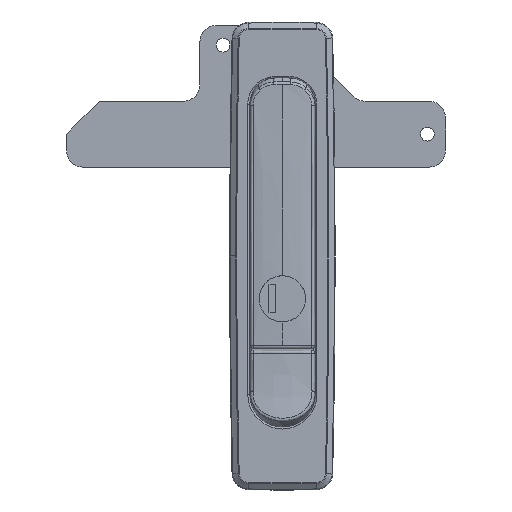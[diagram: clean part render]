
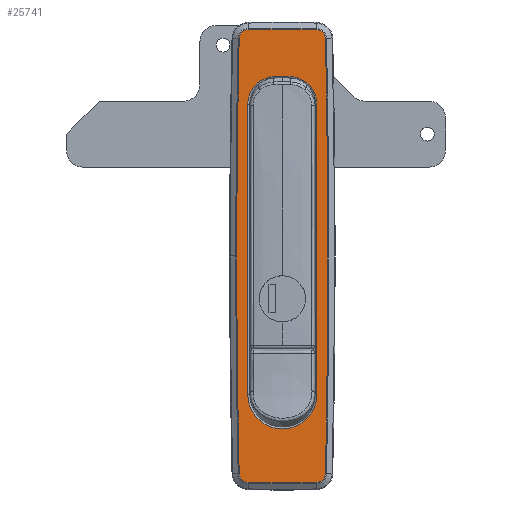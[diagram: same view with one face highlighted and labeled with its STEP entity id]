
A CAD part, top view. The second image highlights one B-rep face of the part: STEP entity #25741.
In plain terms, the highlighted planar face has unit normal (0, 0, 1).
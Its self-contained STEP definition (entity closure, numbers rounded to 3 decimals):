
#2681 = CARTESIAN_POINT ( 'NONE',  ( 2984., -42., 3. ) ) ;
#2682 = DIRECTION ( 'NONE',  ( 0., 0., 1. ) ) ;
#2683 = DIRECTION ( 'NONE',  ( -1., 0., 0. ) ) ;
#3675 = CARTESIAN_POINT ( 'NONE',  ( -2., 4., 3. ) ) ;
#3676 = DIRECTION ( 'NONE',  ( 0., 0., -1. ) ) ;
#3677 = DIRECTION ( 'NONE',  ( -1., 0., 0. ) ) ;
#3678 = CARTESIAN_POINT ( 'NONE',  ( 2., 4., 3. ) ) ;
#3679 = LINE ( 'NONE', #3680, #18413 ) ;
#3680 = CARTESIAN_POINT ( 'NONE',  ( -10.5, -173.567, 3. ) ) ;
#3681 = DIRECTION ( 'NONE',  ( 0., 1., 0. ) ) ;
#3682 = LINE ( 'NONE', #3683, #18415 ) ;
#3683 = CARTESIAN_POINT ( 'NONE',  ( -5.138, 12.5, 3. ) ) ;
#3684 = DIRECTION ( 'NONE',  ( 1., 0., 0. ) ) ;
#3685 = DIRECTION ( 'NONE',  ( 0., 0., -1. ) ) ;
#3686 = DIRECTION ( 'NONE',  ( -1., 0., 0. ) ) ;
#3687 = CARTESIAN_POINT ( 'NONE',  ( 0., -84., 3. ) ) ;
#3688 = LINE ( 'NONE', #3689, #18417 ) ;
#3689 = CARTESIAN_POINT ( 'NONE',  ( 10.5, -173.567, 3. ) ) ;
#3690 = DIRECTION ( 'NONE',  ( 0., -1., 0. ) ) ;
#3691 = DIRECTION ( 'NONE',  ( 0., 0., -1. ) ) ;
#3692 = DIRECTION ( 'NONE',  ( -1., 0., 0. ) ) ;
#3693 = CARTESIAN_POINT ( 'NONE',  ( 2984., -42., 3. ) ) ;
#3694 = DIRECTION ( 'NONE',  ( 0., 0., 1. ) ) ;
#3695 = DIRECTION ( 'NONE',  ( -1., 0., 0. ) ) ;
#3696 = CARTESIAN_POINT ( 'NONE',  ( -10.276, -107.866, 3. ) ) ;
#3697 = DIRECTION ( 'NONE',  ( 0., 0., 1. ) ) ;
#3698 = DIRECTION ( 'NONE',  ( -1., 0., 0. ) ) ;
#3699 = CARTESIAN_POINT ( 'NONE',  ( 0., 287., 3. ) ) ;
#3700 = DIRECTION ( 'NONE',  ( 0., 0., 1. ) ) ;
#3701 = DIRECTION ( 'NONE',  ( -1., 0., 0. ) ) ;
#3702 = CARTESIAN_POINT ( 'NONE',  ( 10.276, -107.866, 3. ) ) ;
#3703 = DIRECTION ( 'NONE',  ( 0., 0., 1. ) ) ;
#3704 = DIRECTION ( 'NONE',  ( -1., 0., 0. ) ) ;
#3705 = CARTESIAN_POINT ( 'NONE',  ( -2984., -42., 3. ) ) ;
#3706 = DIRECTION ( 'NONE',  ( 0., 0., 1. ) ) ;
#3707 = DIRECTION ( 'NONE',  ( -1., 0., 0. ) ) ;
#3708 = CARTESIAN_POINT ( 'NONE',  ( 10.276, 23.866, 3. ) ) ;
#3709 = DIRECTION ( 'NONE',  ( 0., 0., 1. ) ) ;
#3710 = DIRECTION ( 'NONE',  ( -1., 0., 0. ) ) ;
#3711 = CARTESIAN_POINT ( 'NONE',  ( 0., -371., 3. ) ) ;
#3712 = DIRECTION ( 'NONE',  ( 0., 0., 1. ) ) ;
#3713 = DIRECTION ( 'NONE',  ( -1., 0., 0. ) ) ;
#3714 = CARTESIAN_POINT ( 'NONE',  ( -10.276, 23.866, 3. ) ) ;
#3715 = DIRECTION ( 'NONE',  ( 0., 0., 1. ) ) ;
#3716 = DIRECTION ( 'NONE',  ( -1., 0., 0. ) ) ;
#5246 = AXIS2_PLACEMENT_3D ( 'NONE', #2681, #2682, #2683 ) ;
#5778 = EDGE_CURVE ( 'NONE', #6732, #6724, #11834, .T. ) ;
#5788 = EDGE_CURVE ( 'NONE', #6731, #6732, #11833, .T. ) ;
#5798 = EDGE_CURVE ( 'NONE', #6730, #6731, #11832, .T. ) ;
#5808 = EDGE_CURVE ( 'NONE', #6729, #6730, #11831, .T. ) ;
#5818 = EDGE_CURVE ( 'NONE', #6728, #6729, #11830, .T. ) ;
#5828 = EDGE_CURVE ( 'NONE', #6727, #6728, #11829, .T. ) ;
#5838 = EDGE_CURVE ( 'NONE', #13156, #6727, #11828, .T. ) ;
#5848 = EDGE_CURVE ( 'NONE', #6724, #13155, #11827, .T. ) ;
#5858 = EDGE_CURVE ( 'NONE', #6725, #6717, #11826, .T. ) ;
#5868 = EDGE_CURVE ( 'NONE', #6722, #6725, #3688, .T. ) ;
#6713 = VERTEX_POINT ( 'NONE', #9805 ) ;
#6714 = VERTEX_POINT ( 'NONE', #9806 ) ;
#6715 = VERTEX_POINT ( 'NONE', #9807 ) ;
#6717 = VERTEX_POINT ( 'NONE', #9809 ) ;
#6722 = VERTEX_POINT ( 'NONE', #9814 ) ;
#6724 = VERTEX_POINT ( 'NONE', #9816 ) ;
#6725 = VERTEX_POINT ( 'NONE', #9817 ) ;
#6727 = VERTEX_POINT ( 'NONE', #9819 ) ;
#6728 = VERTEX_POINT ( 'NONE', #9820 ) ;
#6729 = VERTEX_POINT ( 'NONE', #9821 ) ;
#6730 = VERTEX_POINT ( 'NONE', #9822 ) ;
#6731 = VERTEX_POINT ( 'NONE', #9823 ) ;
#6732 = VERTEX_POINT ( 'NONE', #9824 ) ;
#8232 = CIRCLE ( 'NONE', #5246, 2997.833 ) ;
#9805 = CARTESIAN_POINT ( 'NONE',  ( 2., 12.5, 3. ) ) ;
#9806 = CARTESIAN_POINT ( 'NONE',  ( -10.5, 4., 3. ) ) ;
#9807 = CARTESIAN_POINT ( 'NONE',  ( -2., 12.5, 3. ) ) ;
#9809 = CARTESIAN_POINT ( 'NONE',  ( -10.5, -84., 3. ) ) ;
#9814 = CARTESIAN_POINT ( 'NONE',  ( 10.5, 4., 3. ) ) ;
#9816 = CARTESIAN_POINT ( 'NONE',  ( -13.108, 23.929, 3. ) ) ;
#9817 = CARTESIAN_POINT ( 'NONE',  ( 10.5, -84., 3. ) ) ;
#9819 = CARTESIAN_POINT ( 'NONE',  ( -10.349, -110.699, 3. ) ) ;
#9820 = CARTESIAN_POINT ( 'NONE',  ( 10.349, -110.699, 3. ) ) ;
#9821 = CARTESIAN_POINT ( 'NONE',  ( 13.108, -107.929, 3. ) ) ;
#9822 = CARTESIAN_POINT ( 'NONE',  ( 13.108, 23.929, 3. ) ) ;
#9823 = CARTESIAN_POINT ( 'NONE',  ( 10.349, 26.699, 3. ) ) ;
#9824 = CARTESIAN_POINT ( 'NONE',  ( -10.349, 26.699, 3. ) ) ;
#11824 = CIRCLE ( 'NONE', #18406, 8.5 ) ;
#11825 = CIRCLE ( 'NONE', #18412, 8.5 ) ;
#11826 = CIRCLE ( 'NONE', #18411, 10.5 ) ;
#11827 = CIRCLE ( 'NONE', #18409, 2997.833 ) ;
#11828 = CIRCLE ( 'NONE', #18414, 2.833 ) ;
#11829 = CIRCLE ( 'NONE', #18416, 397.833 ) ;
#11830 = CIRCLE ( 'NONE', #18418, 2.833 ) ;
#11831 = CIRCLE ( 'NONE', #18419, 2997.833 ) ;
#11832 = CIRCLE ( 'NONE', #18420, 2.833 ) ;
#11833 = CIRCLE ( 'NONE', #18421, 397.833 ) ;
#11834 = CIRCLE ( 'NONE', #18422, 2.833 ) ;
#12527 = EDGE_CURVE ( 'NONE', #13155, #13156, #8232, .T. ) ;
#13155 = VERTEX_POINT ( 'NONE', #23024 ) ;
#13156 = VERTEX_POINT ( 'NONE', #23025 ) ;
#14022 = EDGE_LOOP ( 'NONE', ( #22237, #22239, #22238, #22240, #22241, #22242 ) ) ;
#14023 = EDGE_LOOP ( 'NONE', ( #22244, #22245, #22243, #22247, #22246, #22248, #22249, #22250, #22251 ) ) ;
#18080 = FACE_BOUND ( 'NONE', #14022, .T. ) ;
#18085 = FACE_OUTER_BOUND ( 'NONE', #14023, .T. ) ;
#18087 = AXIS2_PLACEMENT_3D ( 'NONE', #19298, #19299, #19300 ) ;
#18406 = AXIS2_PLACEMENT_3D ( 'NONE', #3675, #3676, #3677 ) ;
#18409 = AXIS2_PLACEMENT_3D ( 'NONE', #3693, #3694, #3695 ) ;
#18411 = AXIS2_PLACEMENT_3D ( 'NONE', #3687, #3691, #3692 ) ;
#18412 = AXIS2_PLACEMENT_3D ( 'NONE', #3678, #3685, #3686 ) ;
#18413 = VECTOR ( 'NONE', #3681, 1000. ) ;
#18414 = AXIS2_PLACEMENT_3D ( 'NONE', #3696, #3697, #3698 ) ;
#18415 = VECTOR ( 'NONE', #3684, 1000. ) ;
#18416 = AXIS2_PLACEMENT_3D ( 'NONE', #3699, #3700, #3701 ) ;
#18417 = VECTOR ( 'NONE', #3690, 1000. ) ;
#18418 = AXIS2_PLACEMENT_3D ( 'NONE', #3702, #3703, #3704 ) ;
#18419 = AXIS2_PLACEMENT_3D ( 'NONE', #3705, #3706, #3707 ) ;
#18420 = AXIS2_PLACEMENT_3D ( 'NONE', #3708, #3709, #3710 ) ;
#18421 = AXIS2_PLACEMENT_3D ( 'NONE', #3711, #3712, #3713 ) ;
#18422 = AXIS2_PLACEMENT_3D ( 'NONE', #3714, #3715, #3716 ) ;
#18465 = EDGE_CURVE ( 'NONE', #6713, #6722, #11825, .T. ) ;
#19297 = PLANE ( 'NONE',  #18087 ) ;
#19298 = CARTESIAN_POINT ( 'NONE',  ( -5.138, -173.567, 3. ) ) ;
#19299 = DIRECTION ( 'NONE',  ( 0., 0., -1. ) ) ;
#19300 = DIRECTION ( 'NONE',  ( -1., 0., 0. ) ) ;
#22237 = ORIENTED_EDGE ( 'NONE', *, *, #25912, .T. ) ;
#22238 = ORIENTED_EDGE ( 'NONE', *, *, #25913, .T. ) ;
#22239 = ORIENTED_EDGE ( 'NONE', *, *, #25911, .T. ) ;
#22240 = ORIENTED_EDGE ( 'NONE', *, *, #18465, .T. ) ;
#22241 = ORIENTED_EDGE ( 'NONE', *, *, #5868, .T. ) ;
#22242 = ORIENTED_EDGE ( 'NONE', *, *, #5858, .T. ) ;
#22243 = ORIENTED_EDGE ( 'NONE', *, *, #5838, .T. ) ;
#22244 = ORIENTED_EDGE ( 'NONE', *, *, #5848, .T. ) ;
#22245 = ORIENTED_EDGE ( 'NONE', *, *, #12527, .T. ) ;
#22246 = ORIENTED_EDGE ( 'NONE', *, *, #5818, .T. ) ;
#22247 = ORIENTED_EDGE ( 'NONE', *, *, #5828, .T. ) ;
#22248 = ORIENTED_EDGE ( 'NONE', *, *, #5808, .T. ) ;
#22249 = ORIENTED_EDGE ( 'NONE', *, *, #5798, .T. ) ;
#22250 = ORIENTED_EDGE ( 'NONE', *, *, #5788, .T. ) ;
#22251 = ORIENTED_EDGE ( 'NONE', *, *, #5778, .T. ) ;
#23024 = CARTESIAN_POINT ( 'NONE',  ( -13.833, -42., 3. ) ) ;
#23025 = CARTESIAN_POINT ( 'NONE',  ( -13.108, -107.929, 3. ) ) ;
#25741 = ADVANCED_FACE ( 'NONE', ( #18080, #18085 ), #19297, .F. ) ;
#25911 = EDGE_CURVE ( 'NONE', #6714, #6715, #11824, .T. ) ;
#25912 = EDGE_CURVE ( 'NONE', #6717, #6714, #3679, .T. ) ;
#25913 = EDGE_CURVE ( 'NONE', #6715, #6713, #3682, .T. ) ;
